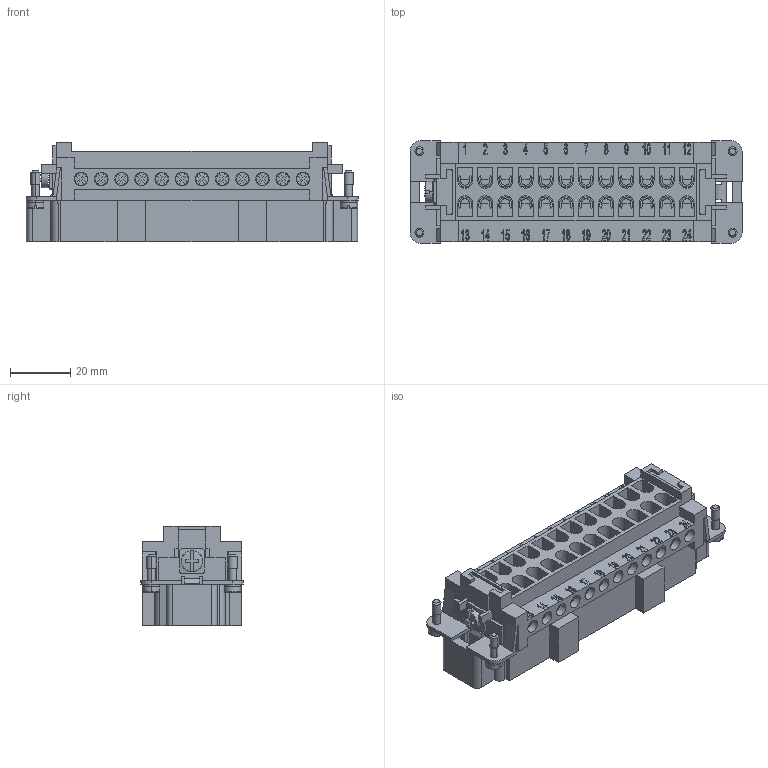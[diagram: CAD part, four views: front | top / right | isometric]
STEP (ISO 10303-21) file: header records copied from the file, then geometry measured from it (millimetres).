
FILE_DESCRIPTION(('Creo Elements/Direct Modeling STEP Export'),'2;1');
FILE_NAME('JNEM 24.stp','2014-08-01T 9:01:16',(''),(''),'Creo Elements/Direct Modeling STEP processor for AP214 (Solid Model)','Creo Elements/Direct Modeling 18.0B 02-Dec-2011 (C) Parametric Technology GmbH','');
FILE_SCHEMA(('AUTOMOTIVE_DESIGN { 1 0 10303 214 1 1 1 1 }'));
Products named in the file (2): JNEM_24
Assembly tree (1 placements, depth 2):
  JNEM_24
    JNEM_24
Bounding box: 110.3 x 34 x 33 mm (x, y, z)
Volume: 44422.9 mm3; surface area: 37935.2 mm2
Topology: 1 solids, 1 shells, 2459 faces, 6656 edges, 4368 vertices
Faces by surface type: plane 1513, bspline 544, cylinder 334, sphere 52, cone 8, torus 8
Entity records: 78384 total; most frequent: CARTESIAN_POINT 20780, ORIENTED_EDGE 13216, DIRECTION 9694, EDGE_CURVE 6608, VECTOR 4458, LINE 4458, VERTEX_POINT 4368, EDGE_LOOP 2700
